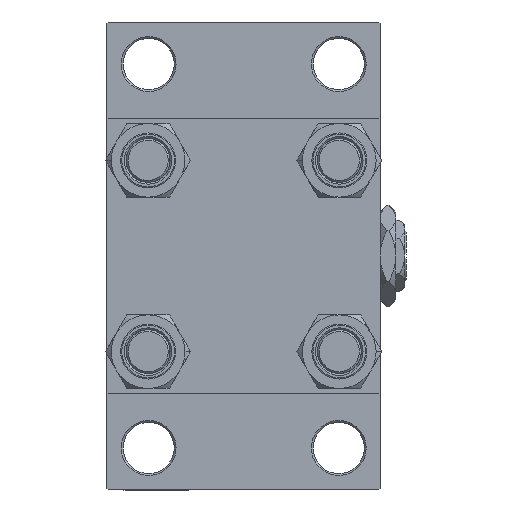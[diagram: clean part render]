
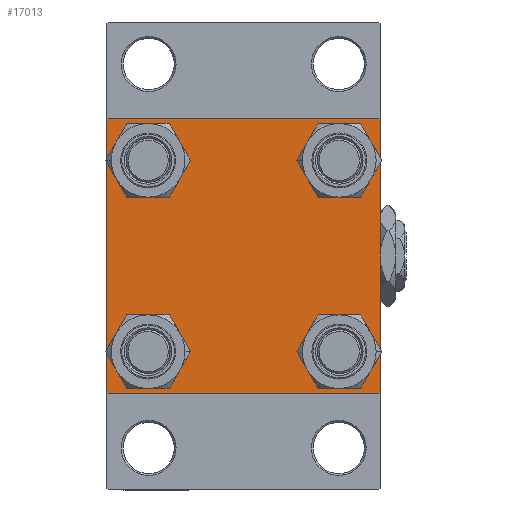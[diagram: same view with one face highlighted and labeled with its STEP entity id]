
A CAD part, left-side view. The second image highlights one B-rep face of the part: STEP entity #17013.
In plain terms, the highlighted planar face has unit normal (-1, 0, 0).
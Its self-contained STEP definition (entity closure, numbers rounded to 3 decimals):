
#396 = DIRECTION ( 'NONE',  ( 0., 0., 1. ) ) ;
#1216 = DIRECTION ( 'NONE',  ( 0., 0., 1. ) ) ;
#1359 = CARTESIAN_POINT ( 'NONE',  ( 0., 26.15, -19.65 ) ) ;
#1415 = VERTEX_POINT ( 'NONE', #9957 ) ;
#1725 = CIRCLE ( 'NONE', #33891, 6.5 ) ;
#1935 = CIRCLE ( 'NONE', #30087, 6.5 ) ;
#1965 = EDGE_CURVE ( 'NONE', #3483, #23806, #28403, .T. ) ;
#2561 = LINE ( 'NONE', #5848, #37988 ) ;
#2618 = DIRECTION ( 'NONE',  ( 0., 0.707, 0.707 ) ) ;
#3212 = DIRECTION ( 'NONE',  ( 1., 0., 0. ) ) ;
#3445 = VERTEX_POINT ( 'NONE', #33071 ) ;
#3483 = VERTEX_POINT ( 'NONE', #14931 ) ;
#3784 = VERTEX_POINT ( 'NONE', #26696 ) ;
#3875 = VECTOR ( 'NONE', #10508, 1000. ) ;
#3881 = EDGE_CURVE ( 'NONE', #30547, #47673, #28550, .T. ) ;
#4621 = DIRECTION ( 'NONE',  ( 0., 0., 1. ) ) ;
#5038 = LINE ( 'NONE', #42274, #48378 ) ;
#5777 = VERTEX_POINT ( 'NONE', #12035 ) ;
#5848 = CARTESIAN_POINT ( 'NONE',  ( 0., 37.5, 37.5 ) ) ;
#5886 = VERTEX_POINT ( 'NONE', #11170 ) ;
#6218 = CARTESIAN_POINT ( 'NONE',  ( 0., -26.15, 26.15 ) ) ;
#7481 = EDGE_CURVE ( 'NONE', #23806, #17300, #26431, .T. ) ;
#7653 = ORIENTED_EDGE ( 'NONE', *, *, #39163, .T. ) ;
#8076 = CARTESIAN_POINT ( 'NONE',  ( 0., -26.15, 32.65 ) ) ;
#8776 = FACE_BOUND ( 'NONE', #36105, .T. ) ;
#9032 = DIRECTION ( 'NONE',  ( -1., 0., 0. ) ) ;
#9388 = DIRECTION ( 'NONE',  ( 0., 0., 1. ) ) ;
#9620 = ORIENTED_EDGE ( 'NONE', *, *, #16223, .T. ) ;
#9957 = CARTESIAN_POINT ( 'NONE',  ( 0., 26.15, 32.65 ) ) ;
#10378 = DIRECTION ( 'NONE',  ( 1., 0., 0. ) ) ;
#10508 = DIRECTION ( 'NONE',  ( 0., 0., -1. ) ) ;
#11170 = CARTESIAN_POINT ( 'NONE',  ( 0., -37.5, -37. ) ) ;
#11635 = CARTESIAN_POINT ( 'NONE',  ( 0., 26.15, -26.15 ) ) ;
#12035 = CARTESIAN_POINT ( 'NONE',  ( 0., -26.15, -19.65 ) ) ;
#12208 = EDGE_CURVE ( 'NONE', #45367, #5886, #5038, .T. ) ;
#12711 = EDGE_CURVE ( 'NONE', #3483, #47673, #2561, .T. ) ;
#12793 = FACE_BOUND ( 'NONE', #28595, .T. ) ;
#13132 = EDGE_LOOP ( 'NONE', ( #46382, #38715 ) ) ;
#13891 = EDGE_CURVE ( 'NONE', #1415, #49362, #1725, .T. ) ;
#13907 = CARTESIAN_POINT ( 'NONE',  ( 0., 26.15, 26.15 ) ) ;
#14015 = AXIS2_PLACEMENT_3D ( 'NONE', #40874, #21764, #37115 ) ;
#14033 = CARTESIAN_POINT ( 'NONE',  ( 0., -37.5, 37.5 ) ) ;
#14225 = AXIS2_PLACEMENT_3D ( 'NONE', #43832, #28512, #9388 ) ;
#14533 = LINE ( 'NONE', #14033, #3875 ) ;
#14748 = CARTESIAN_POINT ( 'NONE',  ( 0., 37., -37.5 ) ) ;
#14795 = CARTESIAN_POINT ( 'NONE',  ( 0., 26.15, 26.15 ) ) ;
#14852 = CARTESIAN_POINT ( 'NONE',  ( 0., 37.5, 37.5 ) ) ;
#14931 = CARTESIAN_POINT ( 'NONE',  ( 0., 37., 37.5 ) ) ;
#15053 = VERTEX_POINT ( 'NONE', #1359 ) ;
#15362 = ORIENTED_EDGE ( 'NONE', *, *, #28501, .T. ) ;
#16223 = EDGE_CURVE ( 'NONE', #17300, #41642, #45157, .T. ) ;
#16535 = CARTESIAN_POINT ( 'NONE',  ( 0., 26.15, -32.65 ) ) ;
#16699 = ORIENTED_EDGE ( 'NONE', *, *, #12208, .T. ) ;
#17013 = ADVANCED_FACE ( 'NONE', ( #8776, #12793, #35702, #24622, #19848 ), #39716, .T. ) ;
#17300 = VERTEX_POINT ( 'NONE', #20975 ) ;
#17577 = VECTOR ( 'NONE', #2618, 1000. ) ;
#17580 = ORIENTED_EDGE ( 'NONE', *, *, #21210, .T. ) ;
#17784 = ORIENTED_EDGE ( 'NONE', *, *, #35484, .T. ) ;
#18251 = CIRCLE ( 'NONE', #14225, 6.5 ) ;
#19791 = AXIS2_PLACEMENT_3D ( 'NONE', #30863, #42409, #396 ) ;
#19848 = FACE_OUTER_BOUND ( 'NONE', #21018, .T. ) ;
#20219 = DIRECTION ( 'NONE',  ( 1., 0., 0. ) ) ;
#20354 = CARTESIAN_POINT ( 'NONE',  ( 0., 37.25, 37.25 ) ) ;
#20444 = CARTESIAN_POINT ( 'NONE',  ( 0., 37.5, -37.5 ) ) ;
#20687 = LINE ( 'NONE', #20444, #43559 ) ;
#20975 = CARTESIAN_POINT ( 'NONE',  ( 0., 37.5, -37. ) ) ;
#21018 = EDGE_LOOP ( 'NONE', ( #35712, #9620, #31268, #16699, #28044, #48663, #23364, #31945 ) ) ;
#21210 = EDGE_CURVE ( 'NONE', #42482, #3784, #1935, .T. ) ;
#21429 = EDGE_CURVE ( 'NONE', #15053, #34943, #27710, .T. ) ;
#21764 = DIRECTION ( 'NONE',  ( 1., 0., 0. ) ) ;
#23364 = ORIENTED_EDGE ( 'NONE', *, *, #12711, .F. ) ;
#23749 = CARTESIAN_POINT ( 'NONE',  ( 0., -37.5, 37. ) ) ;
#23806 = VERTEX_POINT ( 'NONE', #26159 ) ;
#24528 = CARTESIAN_POINT ( 'NONE',  ( 0., -37.25, 37.25 ) ) ;
#24622 = FACE_BOUND ( 'NONE', #13132, .T. ) ;
#24624 = DIRECTION ( 'NONE',  ( 0., 0.707, -0.707 ) ) ;
#25881 = DIRECTION ( 'NONE',  ( 0., 0., 1. ) ) ;
#26159 = CARTESIAN_POINT ( 'NONE',  ( 0., 37.5, 37. ) ) ;
#26291 = CARTESIAN_POINT ( 'NONE',  ( 0., 37.25, -37.25 ) ) ;
#26431 = LINE ( 'NONE', #14852, #43420 ) ;
#26696 = CARTESIAN_POINT ( 'NONE',  ( 0., -26.15, 19.65 ) ) ;
#26746 = DIRECTION ( 'NONE',  ( 0., 0., 1. ) ) ;
#27091 = CIRCLE ( 'NONE', #41545, 6.5 ) ;
#27237 = DIRECTION ( 'NONE',  ( 1., 0., 0. ) ) ;
#27443 = DIRECTION ( 'NONE',  ( 0., -0.707, 0.707 ) ) ;
#27623 = VECTOR ( 'NONE', #41622, 1000. ) ;
#27710 = CIRCLE ( 'NONE', #14015, 6.5 ) ;
#28044 = ORIENTED_EDGE ( 'NONE', *, *, #32435, .F. ) ;
#28403 = LINE ( 'NONE', #20354, #38371 ) ;
#28501 = EDGE_CURVE ( 'NONE', #5777, #3445, #31876, .T. ) ;
#28512 = DIRECTION ( 'NONE',  ( 1., 0., 0. ) ) ;
#28550 = LINE ( 'NONE', #24528, #17577 ) ;
#28595 = EDGE_LOOP ( 'NONE', ( #15362, #17784 ) ) ;
#29244 = DIRECTION ( 'NONE',  ( 0., -1., 0. ) ) ;
#29788 = ORIENTED_EDGE ( 'NONE', *, *, #21429, .T. ) ;
#30087 = AXIS2_PLACEMENT_3D ( 'NONE', #6218, #33151, #48705 ) ;
#30484 = EDGE_CURVE ( 'NONE', #3784, #42482, #18251, .T. ) ;
#30505 = CIRCLE ( 'NONE', #43334, 6.5 ) ;
#30547 = VERTEX_POINT ( 'NONE', #23749 ) ;
#30605 = EDGE_CURVE ( 'NONE', #49362, #1415, #27091, .T. ) ;
#30863 = CARTESIAN_POINT ( 'NONE',  ( 0., -26.15, -26.15 ) ) ;
#31268 = ORIENTED_EDGE ( 'NONE', *, *, #43129, .T. ) ;
#31876 = CIRCLE ( 'NONE', #19791, 6.5 ) ;
#31945 = ORIENTED_EDGE ( 'NONE', *, *, #1965, .T. ) ;
#32435 = EDGE_CURVE ( 'NONE', #30547, #5886, #14533, .T. ) ;
#33071 = CARTESIAN_POINT ( 'NONE',  ( 0., -26.15, -32.65 ) ) ;
#33151 = DIRECTION ( 'NONE',  ( 1., 0., 0. ) ) ;
#33891 = AXIS2_PLACEMENT_3D ( 'NONE', #14795, #3212, #25881 ) ;
#34943 = VERTEX_POINT ( 'NONE', #16535 ) ;
#35484 = EDGE_CURVE ( 'NONE', #3445, #5777, #30505, .T. ) ;
#35702 = FACE_BOUND ( 'NONE', #46260, .T. ) ;
#35712 = ORIENTED_EDGE ( 'NONE', *, *, #7481, .T. ) ;
#36105 = EDGE_LOOP ( 'NONE', ( #17580, #40447 ) ) ;
#37115 = DIRECTION ( 'NONE',  ( 0., 0., 1. ) ) ;
#37299 = CARTESIAN_POINT ( 'NONE',  ( 0., -37., -37.5 ) ) ;
#37988 = VECTOR ( 'NONE', #29244, 1000. ) ;
#38028 = CARTESIAN_POINT ( 'NONE',  ( 0., -37., 37.5 ) ) ;
#38371 = VECTOR ( 'NONE', #24624, 1000. ) ;
#38715 = ORIENTED_EDGE ( 'NONE', *, *, #30605, .T. ) ;
#39163 = EDGE_CURVE ( 'NONE', #34943, #15053, #44117, .T. ) ;
#39338 = CARTESIAN_POINT ( 'NONE',  ( 0., -26.15, -26.15 ) ) ;
#39716 = PLANE ( 'NONE',  #45227 ) ;
#40447 = ORIENTED_EDGE ( 'NONE', *, *, #30484, .T. ) ;
#40874 = CARTESIAN_POINT ( 'NONE',  ( 0., 26.15, -26.15 ) ) ;
#41545 = AXIS2_PLACEMENT_3D ( 'NONE', #13907, #10378, #44583 ) ;
#41622 = DIRECTION ( 'NONE',  ( 0., -0.707, -0.707 ) ) ;
#41642 = VERTEX_POINT ( 'NONE', #14748 ) ;
#42274 = CARTESIAN_POINT ( 'NONE',  ( 0., -37.25, -37.25 ) ) ;
#42409 = DIRECTION ( 'NONE',  ( 1., 0., 0. ) ) ;
#42482 = VERTEX_POINT ( 'NONE', #8076 ) ;
#43078 = DIRECTION ( 'NONE',  ( 0., -1., 0. ) ) ;
#43113 = CARTESIAN_POINT ( 'NONE',  ( 0., 26.15, 19.65 ) ) ;
#43129 = EDGE_CURVE ( 'NONE', #41642, #45367, #20687, .T. ) ;
#43334 = AXIS2_PLACEMENT_3D ( 'NONE', #39338, #20219, #4621 ) ;
#43365 = AXIS2_PLACEMENT_3D ( 'NONE', #11635, #27237, #26746 ) ;
#43420 = VECTOR ( 'NONE', #49296, 1000. ) ;
#43559 = VECTOR ( 'NONE', #43078, 1000. ) ;
#43832 = CARTESIAN_POINT ( 'NONE',  ( 0., -26.15, 26.15 ) ) ;
#44117 = CIRCLE ( 'NONE', #43365, 6.5 ) ;
#44583 = DIRECTION ( 'NONE',  ( 0., 0., 1. ) ) ;
#45157 = LINE ( 'NONE', #26291, #27623 ) ;
#45227 = AXIS2_PLACEMENT_3D ( 'NONE', #46510, #9032, #1216 ) ;
#45367 = VERTEX_POINT ( 'NONE', #37299 ) ;
#46260 = EDGE_LOOP ( 'NONE', ( #29788, #7653 ) ) ;
#46382 = ORIENTED_EDGE ( 'NONE', *, *, #13891, .T. ) ;
#46510 = CARTESIAN_POINT ( 'NONE',  ( 0., 0., 0. ) ) ;
#47673 = VERTEX_POINT ( 'NONE', #38028 ) ;
#48378 = VECTOR ( 'NONE', #27443, 1000. ) ;
#48663 = ORIENTED_EDGE ( 'NONE', *, *, #3881, .T. ) ;
#48705 = DIRECTION ( 'NONE',  ( 0., 0., 1. ) ) ;
#49296 = DIRECTION ( 'NONE',  ( 0., 0., -1. ) ) ;
#49362 = VERTEX_POINT ( 'NONE', #43113 ) ;
